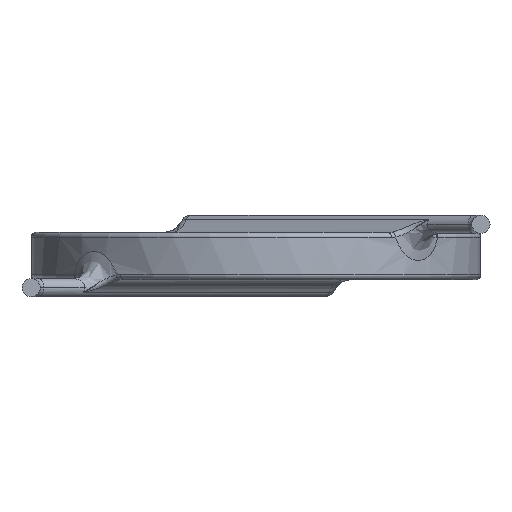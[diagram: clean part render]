
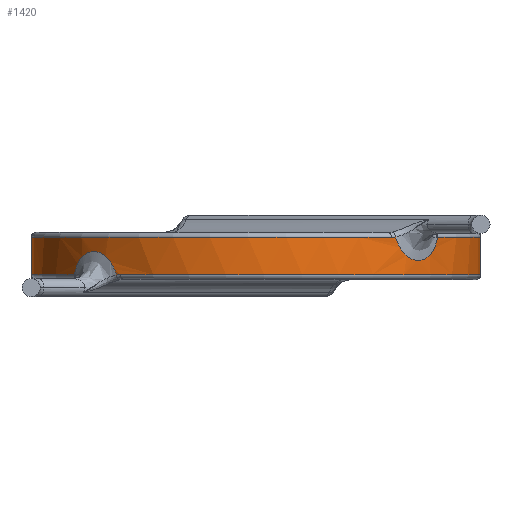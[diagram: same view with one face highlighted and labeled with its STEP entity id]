
A CAD part, front view. The second image highlights one B-rep face of the part: STEP entity #1420.
In plain terms, the highlighted cylindrical face has radius 6.293 mm (diameter 12.586 mm), a partial arc.
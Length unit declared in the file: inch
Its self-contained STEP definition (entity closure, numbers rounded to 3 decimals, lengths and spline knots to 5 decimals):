
#5 = VERTEX_POINT ( 'NONE', #72 ) ;
#13 = CARTESIAN_POINT ( 'NONE',  ( -0.15599, -0.19249, 0.01093 ) ) ;
#22 = ORIENTED_EDGE ( 'NONE', *, *, #104, .T. ) ;
#27 = CARTESIAN_POINT ( 'NONE',  ( -0.16569, -0.18422, 0.02466 ) ) ;
#72 = CARTESIAN_POINT ( 'NONE',  ( -0.24775, 0., 0.0456 ) ) ;
#96 = CARTESIAN_POINT ( 'NONE',  ( 0.15369, -0.19432, 0.04603 ) ) ;
#104 = EDGE_CURVE ( 'NONE', #319, #466, #1349, .T. ) ;
#121 = CARTESIAN_POINT ( 'NONE',  ( -0.14907, -0.19788, 0.0044 ) ) ;
#127 = CARTESIAN_POINT ( 'NONE',  ( 0., 0., 0.0456 ) ) ;
#128 = VERTEX_POINT ( 'NONE', #96 ) ;
#134 = B_SPLINE_CURVE_WITH_KNOTS ( 'NONE', 3,
 ( #1371, #749, #2049, #540, #553, #896, #229, #2068, #1865, #1904, #907, #739 ),
 .UNSPECIFIED., .F., .F.,
 ( 4, 2, 2, 2, 2, 4 ),
 ( 0.00014, 0.00072, 0.00101, 0.0013, 0.00187, 0.00245 ),
 .UNSPECIFIED. ) ;
#144 = CARTESIAN_POINT ( 'NONE',  ( 0.20025, -0.14587, 0.0456 ) ) ;
#159 = CARTESIAN_POINT ( 'NONE',  ( -0.14907, -0.19788, 0.0044 ) ) ;
#169 = CARTESIAN_POINT ( 'NONE',  ( -0.16128, -0.18809, 0.01996 ) ) ;
#177 = VERTEX_POINT ( 'NONE', #159 ) ;
#206 = LINE ( 'NONE', #887, #1577 ) ;
#212 = DIRECTION ( 'NONE',  ( 0., 0., -1. ) ) ;
#229 = CARTESIAN_POINT ( 'NONE',  ( 0.18119, -0.16901, 0.01996 ) ) ;
#248 = CARTESIAN_POINT ( 'NONE',  ( -0.1537, -0.19431, 0.00397 ) ) ;
#261 = CARTESIAN_POINT ( 'NONE',  ( 0., 0., 0.0044 ) ) ;
#272 = DIRECTION ( 'NONE',  ( -1., 0., 0. ) ) ;
#302 = DIRECTION ( 'NONE',  ( 0., 0., 1. ) ) ;
#319 = VERTEX_POINT ( 'NONE', #624 ) ;
#326 = CARTESIAN_POINT ( 'NONE',  ( -0.20027, -0.14585, 0.0044 ) ) ;
#349 = CARTESIAN_POINT ( 'NONE',  ( -0.18375, -0.16622, 0.02942 ) ) ;
#362 = EDGE_LOOP ( 'NONE', ( #1283, #501, #1144, #1320, #547, #2044, #22, #1512, #1212, #2089 ) ) ;
#369 = DIRECTION ( 'NONE',  ( 0., 0., 1. ) ) ;
#400 = CARTESIAN_POINT ( 'NONE',  ( 0., 0., 0.0456 ) ) ;
#466 = VERTEX_POINT ( 'NONE', #812 ) ;
#485 = EDGE_CURVE ( 'NONE', #1204, #1188, #1345, .T. ) ;
#501 = ORIENTED_EDGE ( 'NONE', *, *, #2145, .T. ) ;
#529 = CARTESIAN_POINT ( 'NONE',  ( -0.15467, -0.19354, 0.00756 ) ) ;
#540 = CARTESIAN_POINT ( 'NONE',  ( 0.19061, -0.15829, 0.02495 ) ) ;
#547 = ORIENTED_EDGE ( 'NONE', *, *, #1581, .T. ) ;
#553 = CARTESIAN_POINT ( 'NONE',  ( 0.18844, -0.16088, 0.02307 ) ) ;
#623 = DIRECTION ( 'NONE',  ( 1., 0., 0. ) ) ;
#624 = CARTESIAN_POINT ( 'NONE',  ( -0.24775, 0., 0.0044 ) ) ;
#642 = DIRECTION ( 'NONE',  ( 0., 0., -1. ) ) ;
#678 = CIRCLE ( 'NONE', #1857, 0.24775 ) ;
#718 = VECTOR ( 'NONE', #642, 39.37008 ) ;
#722 = B_SPLINE_CURVE_WITH_KNOTS ( 'NONE', 3,
 ( #2113, #1950, #1932, #937 ),
 .UNSPECIFIED., .F., .F.,
 ( 4, 4 ),
 ( 0., 0.00015 ),
 .UNSPECIFIED. ) ;
#739 = CARTESIAN_POINT ( 'NONE',  ( 0.15369, -0.19432, 0.04603 ) ) ;
#747 = B_SPLINE_CURVE_WITH_KNOTS ( 'NONE', 3,
 ( #1115, #966, #1615, #121 ),
 .UNSPECIFIED., .F., .F.,
 ( 4, 4 ),
 ( 0., 0.00015 ),
 .UNSPECIFIED. ) ;
#749 = CARTESIAN_POINT ( 'NONE',  ( 0.1988, -0.14786, 0.03844 ) ) ;
#783 = DIRECTION ( 'NONE',  ( 0., 0., -1. ) ) ;
#812 = CARTESIAN_POINT ( 'NONE',  ( -0.20027, -0.14585, 0.0044 ) ) ;
#855 = B_SPLINE_CURVE_WITH_KNOTS ( 'NONE', 3,
 ( #326, #1653, #1827, #1030, #1841, #349, #1665, #1515, #1852, #1984, #27, #169, #1357, #13, #529, #1347 ),
 .UNSPECIFIED., .F., .F.,
 ( 4, 2, 2, 2, 2, 2, 2, 4 ),
 ( 0.00014, 0.00072, 0.001, 0.00129, 0.00158, 0.00187, 0.00216, 0.00244 ),
 .UNSPECIFIED. ) ;
#858 = VERTEX_POINT ( 'NONE', #248 ) ;
#872 = DIRECTION ( 'NONE',  ( 1., 0., 0. ) ) ;
#887 = CARTESIAN_POINT ( 'NONE',  ( -0.24775, 0., 0.051 ) ) ;
#896 = CARTESIAN_POINT ( 'NONE',  ( 0.18377, -0.1662, 0.02059 ) ) ;
#907 = CARTESIAN_POINT ( 'NONE',  ( 0.15562, -0.1928, 0.03887 ) ) ;
#915 = CARTESIAN_POINT ( 'NONE',  ( 0., 0., 0.0044 ) ) ;
#937 = CARTESIAN_POINT ( 'NONE',  ( 0.14905, -0.1979, 0.0456 ) ) ;
#939 = DIRECTION ( 'NONE',  ( -1., 0., 0. ) ) ;
#966 = CARTESIAN_POINT ( 'NONE',  ( -0.15218, -0.19551, 0.00426 ) ) ;
#1030 = CARTESIAN_POINT ( 'NONE',  ( -0.19059, -0.15832, 0.02509 ) ) ;
#1070 = AXIS2_PLACEMENT_3D ( 'NONE', #915, #369, #1687 ) ;
#1110 = FACE_OUTER_BOUND ( 'NONE', #362, .T. ) ;
#1115 = CARTESIAN_POINT ( 'NONE',  ( -0.1537, -0.19431, 0.00397 ) ) ;
#1144 = ORIENTED_EDGE ( 'NONE', *, *, #1741, .T. ) ;
#1188 = VERTEX_POINT ( 'NONE', #1845 ) ;
#1197 = AXIS2_PLACEMENT_3D ( 'NONE', #400, #212, #872 ) ;
#1204 = VERTEX_POINT ( 'NONE', #1685 ) ;
#1212 = ORIENTED_EDGE ( 'NONE', *, *, #1933, .T. ) ;
#1278 = AXIS2_PLACEMENT_3D ( 'NONE', #261, #302, #939 ) ;
#1283 = ORIENTED_EDGE ( 'NONE', *, *, #485, .F. ) ;
#1316 = VERTEX_POINT ( 'NONE', #1553 ) ;
#1317 = CARTESIAN_POINT ( 'NONE',  ( 0.24775, 0., 0.051 ) ) ;
#1320 = ORIENTED_EDGE ( 'NONE', *, *, #1936, .T. ) ;
#1345 = LINE ( 'NONE', #1317, #718 ) ;
#1347 = CARTESIAN_POINT ( 'NONE',  ( -0.1537, -0.19431, 0.00397 ) ) ;
#1349 = CIRCLE ( 'NONE', #1278, 0.24775 ) ;
#1357 = CARTESIAN_POINT ( 'NONE',  ( -0.1593, -0.18976, 0.01715 ) ) ;
#1371 = CARTESIAN_POINT ( 'NONE',  ( 0.20025, -0.14587, 0.0456 ) ) ;
#1420 = ADVANCED_FACE ( 'NONE', ( #1110 ), #1969, .T. ) ;
#1470 = AXIS2_PLACEMENT_3D ( 'NONE', #2087, #783, #272 ) ;
#1512 = ORIENTED_EDGE ( 'NONE', *, *, #1648, .T. ) ;
#1515 = CARTESIAN_POINT ( 'NONE',  ( -0.17596, -0.17445, 0.02994 ) ) ;
#1553 = CARTESIAN_POINT ( 'NONE',  ( 0.14905, -0.1979, 0.0456 ) ) ;
#1577 = VECTOR ( 'NONE', #1712, 39.37008 ) ;
#1581 = EDGE_CURVE ( 'NONE', #1316, #5, #678, .T. ) ;
#1615 = CARTESIAN_POINT ( 'NONE',  ( -0.15064, -0.1967, 0.0044 ) ) ;
#1623 = VERTEX_POINT ( 'NONE', #144 ) ;
#1648 = EDGE_CURVE ( 'NONE', #466, #858, #855, .T. ) ;
#1653 = CARTESIAN_POINT ( 'NONE',  ( -0.19882, -0.14784, 0.01154 ) ) ;
#1665 = CARTESIAN_POINT ( 'NONE',  ( -0.18116, -0.16904, 0.03005 ) ) ;
#1685 = CARTESIAN_POINT ( 'NONE',  ( 0.24775, 0., 0.0456 ) ) ;
#1687 = DIRECTION ( 'NONE',  ( -1., 0., 0. ) ) ;
#1712 = DIRECTION ( 'NONE',  ( 0., 0., -1. ) ) ;
#1741 = EDGE_CURVE ( 'NONE', #1623, #128, #134, .T. ) ;
#1743 = CIRCLE ( 'NONE', #1197, 0.24775 ) ;
#1820 = DIRECTION ( 'NONE',  ( 0., 0., -1. ) ) ;
#1827 = CARTESIAN_POINT ( 'NONE',  ( -0.19621, -0.15138, 0.01808 ) ) ;
#1833 = EDGE_CURVE ( 'NONE', #5, #319, #206, .T. ) ;
#1841 = CARTESIAN_POINT ( 'NONE',  ( -0.18842, -0.1609, 0.02696 ) ) ;
#1845 = CARTESIAN_POINT ( 'NONE',  ( 0.24775, 0., 0.0044 ) ) ;
#1852 = CARTESIAN_POINT ( 'NONE',  ( -0.17326, -0.17713, 0.02921 ) ) ;
#1857 = AXIS2_PLACEMENT_3D ( 'NONE', #127, #1820, #623 ) ;
#1865 = CARTESIAN_POINT ( 'NONE',  ( 0.1679, -0.18228, 0.02298 ) ) ;
#1904 = CARTESIAN_POINT ( 'NONE',  ( 0.15908, -0.19002, 0.03236 ) ) ;
#1932 = CARTESIAN_POINT ( 'NONE',  ( 0.15062, -0.19672, 0.0456 ) ) ;
#1933 = EDGE_CURVE ( 'NONE', #858, #177, #747, .T. ) ;
#1936 = EDGE_CURVE ( 'NONE', #128, #1316, #722, .T. ) ;
#1950 = CARTESIAN_POINT ( 'NONE',  ( 0.15216, -0.19553, 0.04574 ) ) ;
#1969 = CYLINDRICAL_SURFACE ( 'NONE', #1470, 0.24775 ) ;
#1984 = CARTESIAN_POINT ( 'NONE',  ( -0.16816, -0.18197, 0.02659 ) ) ;
#1985 = CIRCLE ( 'NONE', #1070, 0.24775 ) ;
#2044 = ORIENTED_EDGE ( 'NONE', *, *, #1833, .T. ) ;
#2049 = CARTESIAN_POINT ( 'NONE',  ( 0.19618, -0.15142, 0.03191 ) ) ;
#2068 = CARTESIAN_POINT ( 'NONE',  ( 0.17339, -0.17712, 0.02009 ) ) ;
#2087 = CARTESIAN_POINT ( 'NONE',  ( 0., 0., 0.051 ) ) ;
#2089 = ORIENTED_EDGE ( 'NONE', *, *, #2116, .T. ) ;
#2113 = CARTESIAN_POINT ( 'NONE',  ( 0.15369, -0.19432, 0.04603 ) ) ;
#2116 = EDGE_CURVE ( 'NONE', #177, #1188, #1985, .T. ) ;
#2145 = EDGE_CURVE ( 'NONE', #1204, #1623, #1743, .T. ) ;
